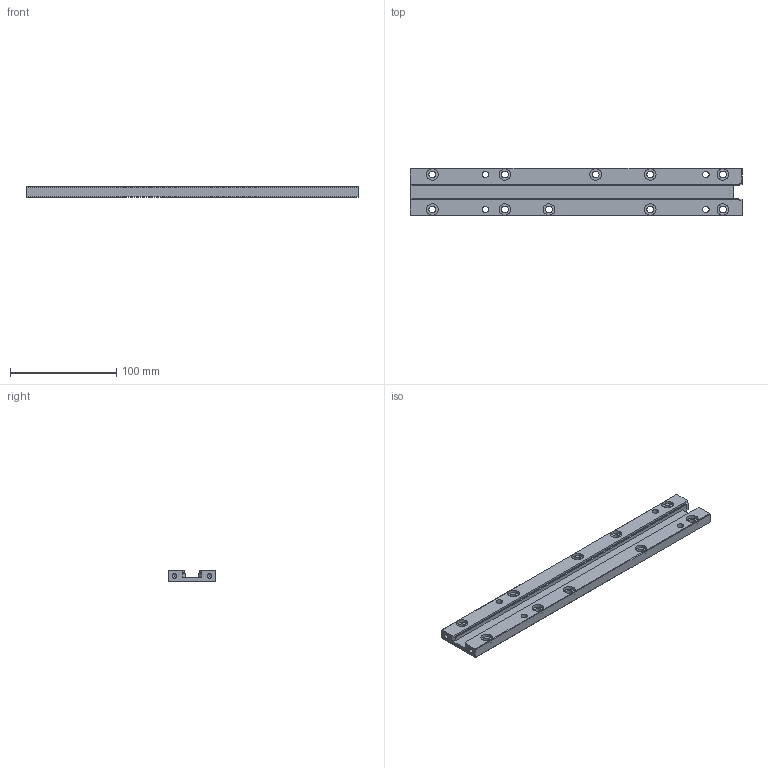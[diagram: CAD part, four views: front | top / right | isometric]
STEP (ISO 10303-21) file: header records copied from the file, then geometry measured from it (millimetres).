
FILE_DESCRIPTION(/* description */ (''),/* implementation_level */ '2;1');
FILE_NAME(/* name */ '430213022.stp',/* time_stamp */ '2023-02-13T10:59:38+01:00',/* author */ (''),/* organization */ (''),/* preprocessor_version */ 'ST-DEVELOPER v18.1',/* originating_system */ 'SIEMENS PLM Software NX 2000',/* authorisation */ '');
FILE_SCHEMA (('AUTOMOTIVE_DESIGN { 1 0 10303 214 3 1 1 1 }'));
Length unit declared in the file: millimetre
Products named in the file (1): Wack2878CA7F0ekc
Bounding box: 313 x 45 x 10 mm (x, y, z)
Volume: 107716 mm3; surface area: 41242 mm2
Topology: 1 solids, 1 shells, 70 faces, 205 edges, 137 vertices
Faces by surface type: plane 40, cylinder 28, cone 2
Full cylindrical faces by diameter (mm): 4.2 x2, 6 x4, 6.4 x10, 11 x10
Entity records: 2048 total; most frequent: DIRECTION 350, CARTESIAN_POINT 333, ORIENTED_EDGE 300, EDGE_CURVE 150, AXIS2_PLACEMENT_3D 129, EDGE_LOOP 126, VERTEX_POINT 112, FACE_BOUND 100
